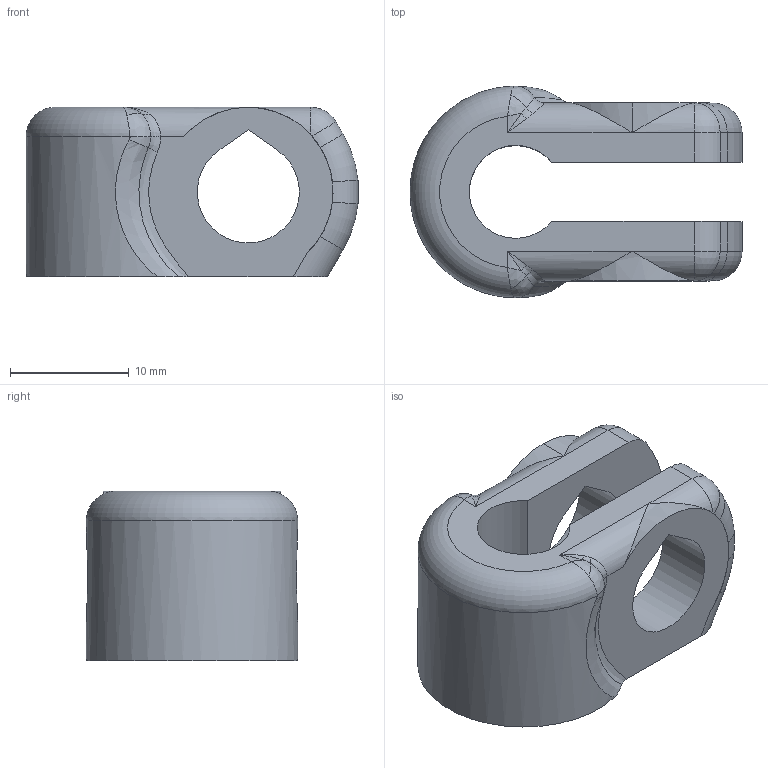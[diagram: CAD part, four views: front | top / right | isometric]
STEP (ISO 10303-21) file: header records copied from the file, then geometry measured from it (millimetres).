
FILE_DESCRIPTION (( 'STEP AP203' ), '1' );
FILE_NAME ('Bar_Clampx8.STEP', '2012-07-31T20:55:33', ( '' ), ( '' ), 'SwSTEP 2.0', 'SolidWorks 2012', '' );
FILE_SCHEMA (( 'CONFIG_CONTROL_DESIGN' ));
Length unit declared in the file: millimetre
Products named in the file (1): Bar_Clampx8
Bounding box: 28 x 17.84 x 14.3 mm (x, y, z)
Volume: 3297 mm3; surface area: 2276 mm2
Topology: 1 solids, 1 shells, 66 faces, 165 edges, 97 vertices
Faces by surface type: cylinder 25, bspline 18, plane 16, torus 5, sphere 2
Entity records: 3258 total; most frequent: CARTESIAN_POINT 1785, ORIENTED_EDGE 322, DIRECTION 249, EDGE_CURVE 161, VERTEX_POINT 97, AXIS2_PLACEMENT_3D 95, EDGE_LOOP 70, ADVANCED_FACE 66
